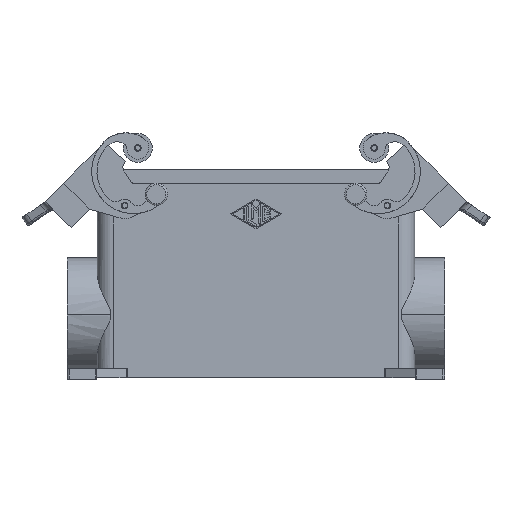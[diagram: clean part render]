
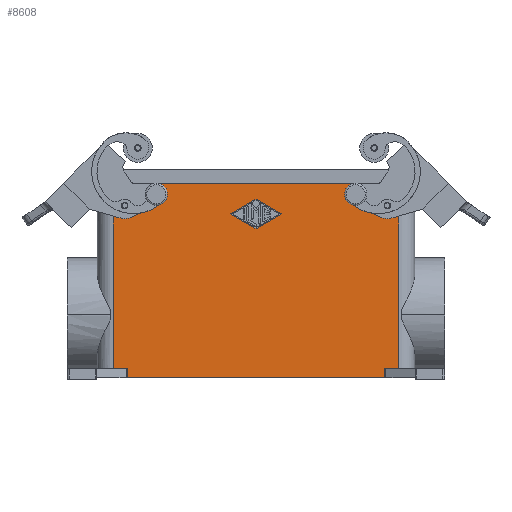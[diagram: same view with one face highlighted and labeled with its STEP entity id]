
A CAD part, front view. The second image highlights one B-rep face of the part: STEP entity #8608.
In plain terms, the highlighted planar face has unit normal (0, -1, 0).
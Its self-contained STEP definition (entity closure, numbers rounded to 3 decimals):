
#1224=CARTESIAN_POINT('',(-38.0,-21.75,22.0));
#1225=VERTEX_POINT('',#1224);
#1234=CARTESIAN_POINT('',(-38.0,-21.75,17.0));
#1235=VERTEX_POINT('',#1234);
#1236=CARTESIAN_POINT('',(-38.0,-21.75,19.5));
#1237=DIRECTION('',(0.0,1.0,0.0));
#1238=DIRECTION('',(0.0,0.0,1.0));
#1239=AXIS2_PLACEMENT_3D('',#1236,#1237,#1238);
#1240=CIRCLE('',#1239,2.5);
#1241=EDGE_CURVE('',#1235,#1225,#1240,.T.);
#2495=CARTESIAN_POINT('',(38.0,-21.75,22.0));
#2496=VERTEX_POINT('',#2495);
#2505=CARTESIAN_POINT('',(38.0,-21.75,17.0));
#2506=VERTEX_POINT('',#2505);
#2507=CARTESIAN_POINT('',(38.0,-21.75,19.5));
#2508=DIRECTION('',(0.0,1.0,0.0));
#2509=DIRECTION('',(0.0,0.0,1.0));
#2510=AXIS2_PLACEMENT_3D('',#2507,#2508,#2509);
#2511=CIRCLE('',#2510,2.5);
#2512=EDGE_CURVE('',#2506,#2496,#2511,.T.);
#8419=CARTESIAN_POINT('',(-49.041,-21.75,-50.5));
#8420=VERTEX_POINT('',#8419);
#8428=CARTESIAN_POINT('',(-49.041,-21.75,-47.0));
#8429=VERTEX_POINT('',#8428);
#8430=CARTESIAN_POINT('',(-49.041,-21.75,-50.5));
#8431=DIRECTION('',(0.0,0.0,1.0));
#8432=VECTOR('',#8431,3.5);
#8433=LINE('',#8430,#8432);
#8434=EDGE_CURVE('',#8420,#8429,#8433,.T.);
#8474=CARTESIAN_POINT('',(49.041,-21.75,-47.0));
#8475=VERTEX_POINT('',#8474);
#8483=CARTESIAN_POINT('',(49.041,-21.75,-50.5));
#8484=VERTEX_POINT('',#8483);
#8485=CARTESIAN_POINT('',(49.041,-21.75,-47.0));
#8486=DIRECTION('',(0.0,0.0,-1.0));
#8487=VECTOR('',#8486,3.5);
#8488=LINE('',#8485,#8487);
#8489=EDGE_CURVE('',#8475,#8484,#8488,.T.);
#8501=CARTESIAN_POINT('',(54.5,-21.75,1.5));
#8502=DIRECTION('',(0.0,-1.0,0.0));
#8503=DIRECTION('',(0.0,0.0,-1.0));
#8504=AXIS2_PLACEMENT_3D('',#8501,#8502,#8503);
#8505=PLANE('',#8504);
#8506=ORIENTED_EDGE('',*,*,#8434,.F.);
#8507=CARTESIAN_POINT('',(49.041,-21.75,-50.5));
#8508=DIRECTION('',(-1.0,0.0,0.0));
#8509=VECTOR('',#8508,98.081);
#8510=LINE('',#8507,#8509);
#8511=EDGE_CURVE('',#8484,#8420,#8510,.T.);
#8512=ORIENTED_EDGE('',*,*,#8511,.F.);
#8513=ORIENTED_EDGE('',*,*,#8489,.F.);
#8514=CARTESIAN_POINT('',(54.5,-21.75,-47.0));
#8515=VERTEX_POINT('',#8514);
#8516=CARTESIAN_POINT('',(49.041,-21.75,-47.0));
#8517=DIRECTION('',(1.0,0.0,0.0));
#8518=VECTOR('',#8517,5.459);
#8519=LINE('',#8516,#8518);
#8520=EDGE_CURVE('',#8475,#8515,#8519,.T.);
#8521=ORIENTED_EDGE('',*,*,#8520,.T.);
#8522=CARTESIAN_POINT('',(54.5,-21.75,23.5));
#8523=VERTEX_POINT('',#8522);
#8524=CARTESIAN_POINT('',(54.5,-21.75,23.5));
#8525=DIRECTION('',(0.0,0.0,-1.0));
#8526=VECTOR('',#8525,70.5);
#8527=LINE('',#8524,#8526);
#8528=EDGE_CURVE('',#8523,#8515,#8527,.T.);
#8529=ORIENTED_EDGE('',*,*,#8528,.F.);
#8530=CARTESIAN_POINT('',(-54.5,-21.75,23.5));
#8531=VERTEX_POINT('',#8530);
#8532=CARTESIAN_POINT('',(54.5,-21.75,23.5));
#8533=DIRECTION('',(-1.0,0.0,0.0));
#8534=VECTOR('',#8533,109.);
#8535=LINE('',#8532,#8534);
#8536=EDGE_CURVE('',#8523,#8531,#8535,.T.);
#8537=ORIENTED_EDGE('',*,*,#8536,.T.);
#8538=CARTESIAN_POINT('',(-54.5,-21.75,-47.0));
#8539=VERTEX_POINT('',#8538);
#8540=CARTESIAN_POINT('',(-54.5,-21.75,23.5));
#8541=DIRECTION('',(0.0,0.0,-1.0));
#8542=VECTOR('',#8541,70.5);
#8543=LINE('',#8540,#8542);
#8544=EDGE_CURVE('',#8531,#8539,#8543,.T.);
#8545=ORIENTED_EDGE('',*,*,#8544,.T.);
#8546=CARTESIAN_POINT('',(-54.5,-21.75,-47.0));
#8547=DIRECTION('',(1.0,0.0,0.0));
#8548=VECTOR('',#8547,5.459);
#8549=LINE('',#8546,#8548);
#8550=EDGE_CURVE('',#8539,#8429,#8549,.T.);
#8551=ORIENTED_EDGE('',*,*,#8550,.T.);
#8552=EDGE_LOOP('',(#8506,#8512,#8513,#8521,#8529,#8537,#8545,#8551));
#8553=FACE_OUTER_BOUND('',#8552,.T.);
#8554=CARTESIAN_POINT('',(0.,-21.75,6.375));
#8555=VERTEX_POINT('',#8554);
#8556=CARTESIAN_POINT('',(-9.75,-21.75,12.));
#8557=VERTEX_POINT('',#8556);
#8558=CARTESIAN_POINT('',(0.,-21.75,6.375));
#8559=DIRECTION('',(-0.866,0.0,0.5));
#8560=VECTOR('',#8559,11.256);
#8561=LINE('',#8558,#8560);
#8562=EDGE_CURVE('',#8555,#8557,#8561,.T.);
#8563=ORIENTED_EDGE('',*,*,#8562,.T.);
#8564=CARTESIAN_POINT('',(0.,-21.75,17.625));
#8565=VERTEX_POINT('',#8564);
#8566=CARTESIAN_POINT('',(-9.75,-21.75,12.));
#8567=DIRECTION('',(0.866,0.0,0.5));
#8568=VECTOR('',#8567,11.256);
#8569=LINE('',#8566,#8568);
#8570=EDGE_CURVE('',#8557,#8565,#8569,.T.);
#8571=ORIENTED_EDGE('',*,*,#8570,.T.);
#8572=CARTESIAN_POINT('',(9.75,-21.75,12.));
#8573=VERTEX_POINT('',#8572);
#8574=CARTESIAN_POINT('',(0.,-21.75,17.625));
#8575=DIRECTION('',(0.866,0.0,-0.5));
#8576=VECTOR('',#8575,11.256);
#8577=LINE('',#8574,#8576);
#8578=EDGE_CURVE('',#8565,#8573,#8577,.T.);
#8579=ORIENTED_EDGE('',*,*,#8578,.T.);
#8580=CARTESIAN_POINT('',(9.75,-21.75,12.));
#8581=DIRECTION('',(-0.866,0.0,-0.5));
#8582=VECTOR('',#8581,11.256);
#8583=LINE('',#8580,#8582);
#8584=EDGE_CURVE('',#8573,#8555,#8583,.T.);
#8585=ORIENTED_EDGE('',*,*,#8584,.T.);
#8586=EDGE_LOOP('',(#8563,#8571,#8579,#8585));
#8587=FACE_BOUND('',#8586,.T.);
#8588=ORIENTED_EDGE('',*,*,#2512,.T.);
#8589=CARTESIAN_POINT('',(38.0,-21.75,19.5));
#8590=DIRECTION('',(0.0,1.0,0.0));
#8591=DIRECTION('',(0.0,0.0,1.0));
#8592=AXIS2_PLACEMENT_3D('',#8589,#8590,#8591);
#8593=CIRCLE('',#8592,2.5);
#8594=EDGE_CURVE('',#2496,#2506,#8593,.T.);
#8595=ORIENTED_EDGE('',*,*,#8594,.T.);
#8596=EDGE_LOOP('',(#8588,#8595));
#8597=FACE_BOUND('',#8596,.T.);
#8598=ORIENTED_EDGE('',*,*,#1241,.T.);
#8599=CARTESIAN_POINT('',(-38.0,-21.75,19.5));
#8600=DIRECTION('',(0.0,1.0,0.0));
#8601=DIRECTION('',(0.0,0.0,1.0));
#8602=AXIS2_PLACEMENT_3D('',#8599,#8600,#8601);
#8603=CIRCLE('',#8602,2.5);
#8604=EDGE_CURVE('',#1225,#1235,#8603,.T.);
#8605=ORIENTED_EDGE('',*,*,#8604,.T.);
#8606=EDGE_LOOP('',(#8598,#8605));
#8607=FACE_BOUND('',#8606,.T.);
#8608=ADVANCED_FACE('',(#8553,#8587,#8597,#8607),#8505,.T.);
